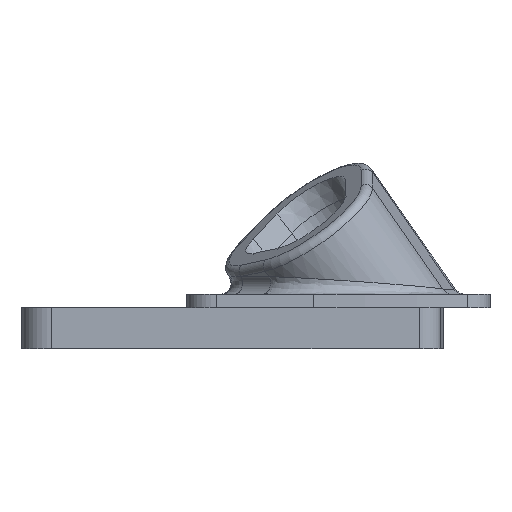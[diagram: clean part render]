
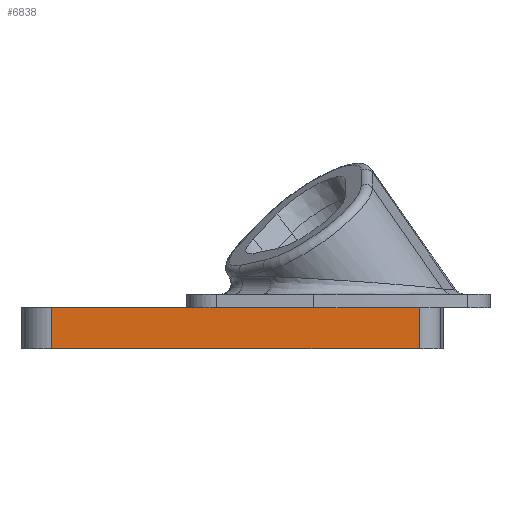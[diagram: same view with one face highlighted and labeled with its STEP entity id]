
A CAD part, left-side view. The second image highlights one B-rep face of the part: STEP entity #6838.
In plain terms, the highlighted planar face has unit normal (-1, 0, 0).
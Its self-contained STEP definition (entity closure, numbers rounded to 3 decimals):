
#3524 = PLANE('',#3525);
#3525 = AXIS2_PLACEMENT_3D('',#3526,#3527,#3528);
#3526 = CARTESIAN_POINT('',(0.,0.,-1.6));
#3527 = DIRECTION('',(0.,0.,1.));
#3528 = DIRECTION('',(1.,0.,0.));
#3987 = VERTEX_POINT('',#3988);
#3988 = CARTESIAN_POINT('',(-72.8,18.4,-1.6));
#4002 = PLANE('',#4003);
#4003 = AXIS2_PLACEMENT_3D('',#4004,#4005,#4006);
#4004 = CARTESIAN_POINT('',(0.,12.8,-1.6));
#4005 = DIRECTION('',(0.,0.,-1.));
#4006 = DIRECTION('',(-1.,0.,0.));
#5510 = EDGE_CURVE('',#3987,#5511,#5513,.T.);
#5511 = VERTEX_POINT('',#5512);
#5512 = CARTESIAN_POINT('',(-72.8,-9.8,-1.6));
#5513 = SURFACE_CURVE('',#5514,(#5518,#5525),.PCURVE_S1.);
#5514 = LINE('',#5515,#5516);
#5515 = CARTESIAN_POINT('',(-72.8,-4.9,-1.6));
#5516 = VECTOR('',#5517,1.);
#5517 = DIRECTION('',(0.,-1.,0.));
#5518 = PCURVE('',#3524,#5519);
#5519 = DEFINITIONAL_REPRESENTATION('',(#5520),#5524);
#5520 = LINE('',#5521,#5522);
#5521 = CARTESIAN_POINT('',(-72.8,-4.9));
#5522 = VECTOR('',#5523,1.);
#5523 = DIRECTION('',(0.,-1.));
#5524 = ( GEOMETRIC_REPRESENTATION_CONTEXT(2) 
PARAMETRIC_REPRESENTATION_CONTEXT() REPRESENTATION_CONTEXT('2D SPACE',''
  ) );
#5525 = PCURVE('',#5526,#5531);
#5526 = PLANE('',#5527);
#5527 = AXIS2_PLACEMENT_3D('',#5528,#5529,#5530);
#5528 = CARTESIAN_POINT('',(-72.8,-9.8,-1.6));
#5529 = DIRECTION('',(-1.,0.,0.));
#5530 = DIRECTION('',(0.,1.,0.));
#5531 = DEFINITIONAL_REPRESENTATION('',(#5532),#5536);
#5532 = LINE('',#5533,#5534);
#5533 = CARTESIAN_POINT('',(4.9,0.));
#5534 = VECTOR('',#5535,1.);
#5535 = DIRECTION('',(-1.,0.));
#5536 = ( GEOMETRIC_REPRESENTATION_CONTEXT(2) 
PARAMETRIC_REPRESENTATION_CONTEXT() REPRESENTATION_CONTEXT('2D SPACE',''
  ) );
#5555 = CYLINDRICAL_SURFACE('',#5556,2.6);
#5556 = AXIS2_PLACEMENT_3D('',#5557,#5558,#5559);
#5557 = CARTESIAN_POINT('',(-70.2,-9.8,-1.6));
#5558 = DIRECTION('',(0.,0.,-1.));
#5559 = DIRECTION('',(0.,-1.,0.));
#6081 = VERTEX_POINT('',#6082);
#6082 = CARTESIAN_POINT('',(-72.8,34.8,-1.6));
#6097 = CYLINDRICAL_SURFACE('',#6098,3.6);
#6098 = AXIS2_PLACEMENT_3D('',#6099,#6100,#6101);
#6099 = CARTESIAN_POINT('',(-69.2,34.8,-1.6));
#6100 = DIRECTION('',(0.,0.,-1.));
#6101 = DIRECTION('',(-1.,0.,0.));
#6109 = EDGE_CURVE('',#3987,#6081,#6110,.T.);
#6110 = SURFACE_CURVE('',#6111,(#6115,#6122),.PCURVE_S1.);
#6111 = LINE('',#6112,#6113);
#6112 = CARTESIAN_POINT('',(-72.8,-9.8,-1.6));
#6113 = VECTOR('',#6114,1.);
#6114 = DIRECTION('',(0.,1.,0.));
#6115 = PCURVE('',#4002,#6116);
#6116 = DEFINITIONAL_REPRESENTATION('',(#6117),#6121);
#6117 = LINE('',#6118,#6119);
#6118 = CARTESIAN_POINT('',(72.8,-22.6));
#6119 = VECTOR('',#6120,1.);
#6120 = DIRECTION('',(0.,1.));
#6121 = ( GEOMETRIC_REPRESENTATION_CONTEXT(2) 
PARAMETRIC_REPRESENTATION_CONTEXT() REPRESENTATION_CONTEXT('2D SPACE',''
  ) );
#6122 = PCURVE('',#5526,#6123);
#6123 = DEFINITIONAL_REPRESENTATION('',(#6124),#6128);
#6124 = LINE('',#6125,#6126);
#6125 = CARTESIAN_POINT('',(0.,0.));
#6126 = VECTOR('',#6127,1.);
#6127 = DIRECTION('',(1.,0.));
#6128 = ( GEOMETRIC_REPRESENTATION_CONTEXT(2) 
PARAMETRIC_REPRESENTATION_CONTEXT() REPRESENTATION_CONTEXT('2D SPACE',''
  ) );
#6838 = ADVANCED_FACE('',(#6839),#5526,.T.);
#6839 = FACE_BOUND('',#6840,.T.);
#6840 = EDGE_LOOP('',(#6841,#6842,#6843,#6866,#6894));
#6841 = ORIENTED_EDGE('',*,*,#5510,.F.);
#6842 = ORIENTED_EDGE('',*,*,#6109,.T.);
#6843 = ORIENTED_EDGE('',*,*,#6844,.T.);
#6844 = EDGE_CURVE('',#6081,#6845,#6847,.T.);
#6845 = VERTEX_POINT('',#6846);
#6846 = CARTESIAN_POINT('',(-72.8,34.8,-6.6));
#6847 = SURFACE_CURVE('',#6848,(#6852,#6859),.PCURVE_S1.);
#6848 = LINE('',#6849,#6850);
#6849 = CARTESIAN_POINT('',(-72.8,34.8,-1.6));
#6850 = VECTOR('',#6851,1.);
#6851 = DIRECTION('',(0.,0.,-1.));
#6852 = PCURVE('',#5526,#6853);
#6853 = DEFINITIONAL_REPRESENTATION('',(#6854),#6858);
#6854 = LINE('',#6855,#6856);
#6855 = CARTESIAN_POINT('',(44.6,0.));
#6856 = VECTOR('',#6857,1.);
#6857 = DIRECTION('',(0.,1.));
#6858 = ( GEOMETRIC_REPRESENTATION_CONTEXT(2) 
PARAMETRIC_REPRESENTATION_CONTEXT() REPRESENTATION_CONTEXT('2D SPACE',''
  ) );
#6859 = PCURVE('',#6097,#6860);
#6860 = DEFINITIONAL_REPRESENTATION('',(#6861),#6865);
#6861 = LINE('',#6862,#6863);
#6862 = CARTESIAN_POINT('',(0.,0.));
#6863 = VECTOR('',#6864,1.);
#6864 = DIRECTION('',(0.,1.));
#6865 = ( GEOMETRIC_REPRESENTATION_CONTEXT(2) 
PARAMETRIC_REPRESENTATION_CONTEXT() REPRESENTATION_CONTEXT('2D SPACE',''
  ) );
#6866 = ORIENTED_EDGE('',*,*,#6867,.F.);
#6867 = EDGE_CURVE('',#6868,#6845,#6870,.T.);
#6868 = VERTEX_POINT('',#6869);
#6869 = CARTESIAN_POINT('',(-72.8,-9.8,-6.6));
#6870 = SURFACE_CURVE('',#6871,(#6875,#6882),.PCURVE_S1.);
#6871 = LINE('',#6872,#6873);
#6872 = CARTESIAN_POINT('',(-72.8,-9.8,-6.6));
#6873 = VECTOR('',#6874,1.);
#6874 = DIRECTION('',(0.,1.,0.));
#6875 = PCURVE('',#5526,#6876);
#6876 = DEFINITIONAL_REPRESENTATION('',(#6877),#6881);
#6877 = LINE('',#6878,#6879);
#6878 = CARTESIAN_POINT('',(0.,5.));
#6879 = VECTOR('',#6880,1.);
#6880 = DIRECTION('',(1.,0.));
#6881 = ( GEOMETRIC_REPRESENTATION_CONTEXT(2) 
PARAMETRIC_REPRESENTATION_CONTEXT() REPRESENTATION_CONTEXT('2D SPACE',''
  ) );
#6882 = PCURVE('',#6883,#6888);
#6883 = PLANE('',#6884);
#6884 = AXIS2_PLACEMENT_3D('',#6885,#6886,#6887);
#6885 = CARTESIAN_POINT('',(0.,12.8,-6.6));
#6886 = DIRECTION('',(0.,0.,-1.));
#6887 = DIRECTION('',(-1.,0.,0.));
#6888 = DEFINITIONAL_REPRESENTATION('',(#6889),#6893);
#6889 = LINE('',#6890,#6891);
#6890 = CARTESIAN_POINT('',(72.8,-22.6));
#6891 = VECTOR('',#6892,1.);
#6892 = DIRECTION('',(0.,1.));
#6893 = ( GEOMETRIC_REPRESENTATION_CONTEXT(2) 
PARAMETRIC_REPRESENTATION_CONTEXT() REPRESENTATION_CONTEXT('2D SPACE',''
  ) );
#6894 = ORIENTED_EDGE('',*,*,#6895,.F.);
#6895 = EDGE_CURVE('',#5511,#6868,#6896,.T.);
#6896 = SURFACE_CURVE('',#6897,(#6901,#6908),.PCURVE_S1.);
#6897 = LINE('',#6898,#6899);
#6898 = CARTESIAN_POINT('',(-72.8,-9.8,-1.6));
#6899 = VECTOR('',#6900,1.);
#6900 = DIRECTION('',(0.,0.,-1.));
#6901 = PCURVE('',#5526,#6902);
#6902 = DEFINITIONAL_REPRESENTATION('',(#6903),#6907);
#6903 = LINE('',#6904,#6905);
#6904 = CARTESIAN_POINT('',(0.,0.));
#6905 = VECTOR('',#6906,1.);
#6906 = DIRECTION('',(0.,1.));
#6907 = ( GEOMETRIC_REPRESENTATION_CONTEXT(2) 
PARAMETRIC_REPRESENTATION_CONTEXT() REPRESENTATION_CONTEXT('2D SPACE',''
  ) );
#6908 = PCURVE('',#5555,#6909);
#6909 = DEFINITIONAL_REPRESENTATION('',(#6910),#6914);
#6910 = LINE('',#6911,#6912);
#6911 = CARTESIAN_POINT('',(1.571,0.));
#6912 = VECTOR('',#6913,1.);
#6913 = DIRECTION('',(0.,1.));
#6914 = ( GEOMETRIC_REPRESENTATION_CONTEXT(2) 
PARAMETRIC_REPRESENTATION_CONTEXT() REPRESENTATION_CONTEXT('2D SPACE',''
  ) );
